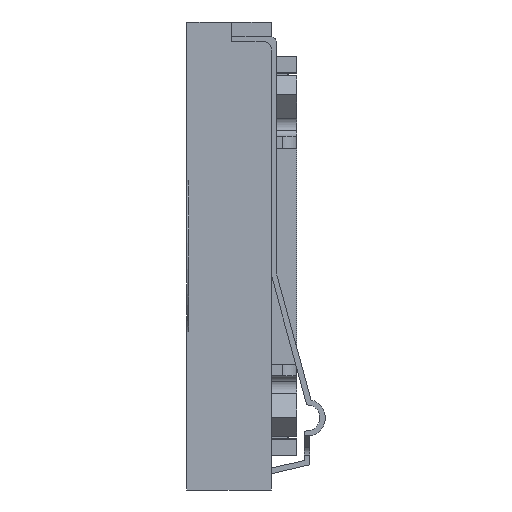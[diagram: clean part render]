
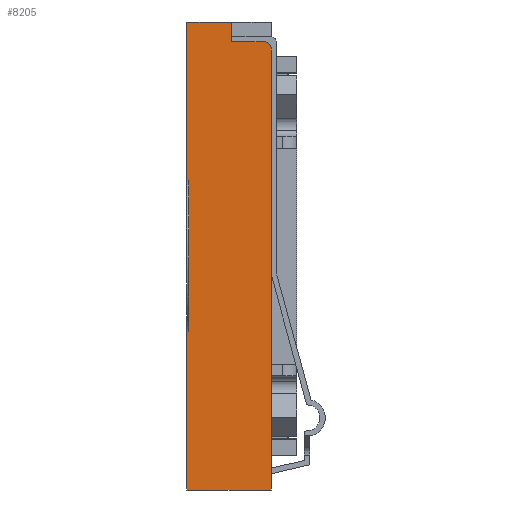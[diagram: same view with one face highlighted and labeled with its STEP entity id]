
A CAD part, left-side view. The second image highlights one B-rep face of the part: STEP entity #8205.
In plain terms, the highlighted planar face has unit normal (-1, 0, 0).
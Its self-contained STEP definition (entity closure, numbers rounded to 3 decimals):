
#38 = VERTEX_POINT ( 'NONE', #10321 ) ;
#135 = LINE ( 'NONE', #6998, #11538 ) ;
#168 = DIRECTION ( 'NONE',  ( 0., 0., 1. ) ) ;
#309 = CARTESIAN_POINT ( 'NONE',  ( -8.977, 3., -2.107 ) ) ;
#512 = EDGE_CURVE ( 'NONE', #13190, #2667, #5616, .T. ) ;
#1061 = VERTEX_POINT ( 'NONE', #6465 ) ;
#1075 = PLANE ( 'NONE',  #11833 ) ;
#1120 = LINE ( 'NONE', #5285, #16957 ) ;
#1345 = EDGE_CURVE ( 'NONE', #8603, #1061, #14577, .T. ) ;
#1735 = VERTEX_POINT ( 'NONE', #7938 ) ;
#2109 = ORIENTED_EDGE ( 'NONE', *, *, #14713, .T. ) ;
#2428 = VECTOR ( 'NONE', #15882, 1000. ) ;
#2614 = DIRECTION ( 'NONE',  ( 1., 0., 0. ) ) ;
#2667 = VERTEX_POINT ( 'NONE', #14503 ) ;
#2724 = EDGE_CURVE ( 'NONE', #15974, #1735, #12097, .T. ) ;
#2760 = VECTOR ( 'NONE', #6810, 1000. ) ;
#3097 = CARTESIAN_POINT ( 'NONE',  ( -8.977, 3.05, 2.093 ) ) ;
#3223 = LINE ( 'NONE', #4808, #8841 ) ;
#4030 = CARTESIAN_POINT ( 'NONE',  ( -8.977, 2.1, -6.507 ) ) ;
#4158 = ORIENTED_EDGE ( 'NONE', *, *, #512, .F. ) ;
#4808 = CARTESIAN_POINT ( 'NONE',  ( -8.977, 3.05, -6.507 ) ) ;
#5285 = CARTESIAN_POINT ( 'NONE',  ( -8.977, 3., 2.093 ) ) ;
#5357 = EDGE_LOOP ( 'NONE', ( #2109, #7370, #4158, #10657, #16749, #9257, #7120, #7754, #11961, #18177, #14207 ) ) ;
#5383 = LINE ( 'NONE', #8445, #9006 ) ;
#5609 = CARTESIAN_POINT ( 'NONE',  ( -8.977, 0.7, -6.507 ) ) ;
#5616 = CIRCLE ( 'NONE', #12132, 0.2 ) ;
#5955 = DIRECTION ( 'NONE',  ( 0., 0., 1. ) ) ;
#6465 = CARTESIAN_POINT ( 'NONE',  ( -8.977, 3.05, -2.107 ) ) ;
#6697 = DIRECTION ( 'NONE',  ( 0., 1., 0. ) ) ;
#6810 = DIRECTION ( 'NONE',  ( 0., -1., 0. ) ) ;
#6842 = DIRECTION ( 'NONE',  ( 0., 0., 1. ) ) ;
#6998 = CARTESIAN_POINT ( 'NONE',  ( -8.977, 3., -6.507 ) ) ;
#7120 = ORIENTED_EDGE ( 'NONE', *, *, #12205, .F. ) ;
#7353 = CARTESIAN_POINT ( 'NONE',  ( -8.977, 3.05, -6.507 ) ) ;
#7370 = ORIENTED_EDGE ( 'NONE', *, *, #16845, .T. ) ;
#7393 = VERTEX_POINT ( 'NONE', #8885 ) ;
#7510 = VECTOR ( 'NONE', #6842, 1000. ) ;
#7618 = LINE ( 'NONE', #309, #11785 ) ;
#7754 = ORIENTED_EDGE ( 'NONE', *, *, #16398, .F. ) ;
#7938 = CARTESIAN_POINT ( 'NONE',  ( -8.977, 1.8, 5.943 ) ) ;
#8205 = ADVANCED_FACE ( 'NONE', ( #10624 ), #1075, .T. ) ;
#8362 = EDGE_CURVE ( 'NONE', #38, #17174, #135, .T. ) ;
#8445 = CARTESIAN_POINT ( 'NONE',  ( -8.977, 2.1, 6.493 ) ) ;
#8495 = VERTEX_POINT ( 'NONE', #3097 ) ;
#8603 = VERTEX_POINT ( 'NONE', #16595 ) ;
#8807 = CARTESIAN_POINT ( 'NONE',  ( -8.977, 0.9, 5.943 ) ) ;
#8841 = VECTOR ( 'NONE', #168, 1000. ) ;
#8885 = CARTESIAN_POINT ( 'NONE',  ( -8.977, 3.05, 6.493 ) ) ;
#8965 = VECTOR ( 'NONE', #17905, 1000. ) ;
#9006 = VECTOR ( 'NONE', #11037, 1000. ) ;
#9257 = ORIENTED_EDGE ( 'NONE', *, *, #16421, .F. ) ;
#9435 = LINE ( 'NONE', #15077, #7510 ) ;
#9490 = CARTESIAN_POINT ( 'NONE',  ( -8.977, 0.9, 5.743 ) ) ;
#9771 = LINE ( 'NONE', #11533, #2428 ) ;
#10321 = CARTESIAN_POINT ( 'NONE',  ( -8.977, 3., -2.107 ) ) ;
#10624 = FACE_OUTER_BOUND ( 'NONE', #5357, .T. ) ;
#10657 = ORIENTED_EDGE ( 'NONE', *, *, #10715, .F. ) ;
#10713 = DIRECTION ( 'NONE',  ( -1., 0., 0. ) ) ;
#10715 = EDGE_CURVE ( 'NONE', #1735, #13190, #9771, .T. ) ;
#11037 = DIRECTION ( 'NONE',  ( 0., -1., 0. ) ) ;
#11222 = DIRECTION ( 'NONE',  ( 0., 1., 0. ) ) ;
#11388 = VECTOR ( 'NONE', #5955, 1000. ) ;
#11533 = CARTESIAN_POINT ( 'NONE',  ( -8.977, 2.1, 5.943 ) ) ;
#11538 = VECTOR ( 'NONE', #18277, 1000. ) ;
#11574 = EDGE_CURVE ( 'NONE', #38, #1061, #7618, .T. ) ;
#11785 = VECTOR ( 'NONE', #14758, 1000. ) ;
#11833 = AXIS2_PLACEMENT_3D ( 'NONE', #12025, #10713, #12297 ) ;
#11961 = ORIENTED_EDGE ( 'NONE', *, *, #8362, .F. ) ;
#12025 = CARTESIAN_POINT ( 'NONE',  ( -8.977, 2.1, -0.007 ) ) ;
#12097 = LINE ( 'NONE', #14861, #8965 ) ;
#12132 = AXIS2_PLACEMENT_3D ( 'NONE', #9490, #2614, #6697 ) ;
#12205 = EDGE_CURVE ( 'NONE', #8495, #7393, #3223, .T. ) ;
#12297 = DIRECTION ( 'NONE',  ( 0., 0., 1. ) ) ;
#13190 = VERTEX_POINT ( 'NONE', #8807 ) ;
#14027 = CARTESIAN_POINT ( 'NONE',  ( -8.977, 3., 2.093 ) ) ;
#14207 = ORIENTED_EDGE ( 'NONE', *, *, #1345, .F. ) ;
#14503 = CARTESIAN_POINT ( 'NONE',  ( -8.977, 0.7, 5.743 ) ) ;
#14577 = LINE ( 'NONE', #7353, #11388 ) ;
#14713 = EDGE_CURVE ( 'NONE', #8603, #15733, #18274, .T. ) ;
#14758 = DIRECTION ( 'NONE',  ( 0., 1., 0. ) ) ;
#14861 = CARTESIAN_POINT ( 'NONE',  ( -8.977, 1.8, 6.493 ) ) ;
#15077 = CARTESIAN_POINT ( 'NONE',  ( -8.977, 0.7, 6.493 ) ) ;
#15733 = VERTEX_POINT ( 'NONE', #5609 ) ;
#15882 = DIRECTION ( 'NONE',  ( 0., -1., 0. ) ) ;
#15974 = VERTEX_POINT ( 'NONE', #18176 ) ;
#16398 = EDGE_CURVE ( 'NONE', #17174, #8495, #1120, .T. ) ;
#16421 = EDGE_CURVE ( 'NONE', #7393, #15974, #5383, .T. ) ;
#16595 = CARTESIAN_POINT ( 'NONE',  ( -8.977, 3.05, -6.507 ) ) ;
#16749 = ORIENTED_EDGE ( 'NONE', *, *, #2724, .F. ) ;
#16845 = EDGE_CURVE ( 'NONE', #15733, #2667, #9435, .T. ) ;
#16957 = VECTOR ( 'NONE', #11222, 1000. ) ;
#17174 = VERTEX_POINT ( 'NONE', #14027 ) ;
#17905 = DIRECTION ( 'NONE',  ( 0., 0., -1. ) ) ;
#18176 = CARTESIAN_POINT ( 'NONE',  ( -8.977, 1.8, 6.493 ) ) ;
#18177 = ORIENTED_EDGE ( 'NONE', *, *, #11574, .T. ) ;
#18274 = LINE ( 'NONE', #4030, #2760 ) ;
#18277 = DIRECTION ( 'NONE',  ( 0., 0., 1. ) ) ;
